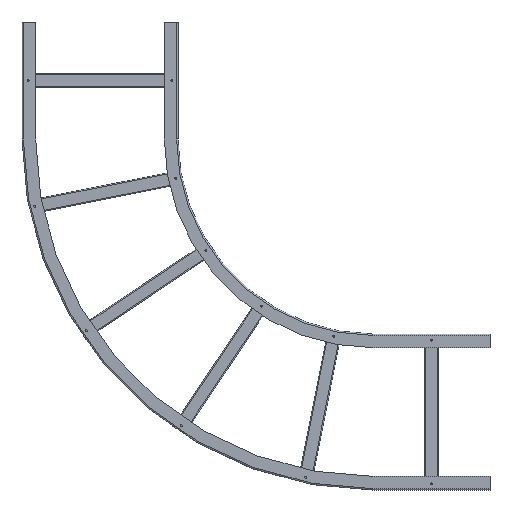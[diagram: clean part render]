
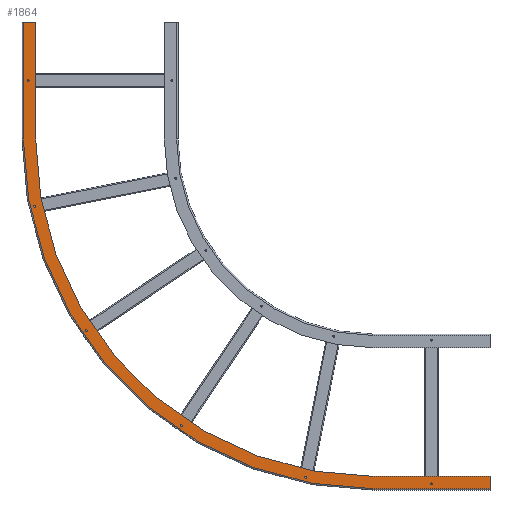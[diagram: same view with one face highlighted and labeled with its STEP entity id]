
A CAD part, front view. The second image highlights one B-rep face of the part: STEP entity #1864.
In plain terms, the highlighted planar face has unit normal (0, -1, 0).
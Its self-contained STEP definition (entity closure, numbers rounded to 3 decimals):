
#163=DIRECTION('',(0.,0.,-1.));
#164=VECTOR('',#163,31.5);
#165=CARTESIAN_POINT('',(1200.,0.,-1165.));
#166=LINE('',#165,#164);
#327=CARTESIAN_POINT('',(900.,0.,-300.));
#328=DIRECTION('',(0.,-1.,0.));
#329=DIRECTION('',(-1.,0.,0.));
#330=AXIS2_PLACEMENT_3D('',#327,#328,#329);
#332=DIRECTION('',(-1.,0.,0.));
#333=VECTOR('',#332,31.5);
#334=CARTESIAN_POINT('',(35.,0.,0.));
#335=LINE('',#334,#333);
#336=CARTESIAN_POINT('',(900.,0.,-300.));
#337=DIRECTION('',(0.,1.,0.));
#338=DIRECTION('',(0.,0.,-1.));
#339=AXIS2_PLACEMENT_3D('',#336,#337,#338);
#341=DIRECTION('',(-1.,0.,0.));
#342=VECTOR('',#341,300.);
#343=CARTESIAN_POINT('',(1200.,0.,-1165.));
#344=LINE('',#343,#342);
#345=CARTESIAN_POINT('',(164.565,0.,-791.402));
#346=DIRECTION('',(0.,1.,0.));
#347=DIRECTION('',(-1.,0.,0.));
#348=AXIS2_PLACEMENT_3D('',#345,#346,#347);
#350=CARTESIAN_POINT('',(164.565,0.,-791.402));
#351=DIRECTION('',(0.,1.,0.));
#352=DIRECTION('',(1.,0.,0.));
#353=AXIS2_PLACEMENT_3D('',#350,#351,#352);
#355=CARTESIAN_POINT('',(408.598,0.,-1035.435));
#356=DIRECTION('',(0.,1.,0.));
#357=DIRECTION('',(0.,0.,1.));
#358=AXIS2_PLACEMENT_3D('',#355,#356,#357);
#360=CARTESIAN_POINT('',(408.598,0.,-1035.435));
#361=DIRECTION('',(0.,1.,0.));
#362=DIRECTION('',(0.,0.,-1.));
#363=AXIS2_PLACEMENT_3D('',#360,#361,#362);
#365=CARTESIAN_POINT('',(727.443,0.,-1167.505));
#366=DIRECTION('',(0.,1.,0.));
#367=DIRECTION('',(0.,0.,1.));
#368=AXIS2_PLACEMENT_3D('',#365,#366,#367);
#370=CARTESIAN_POINT('',(727.443,0.,-1167.505));
#371=DIRECTION('',(0.,1.,0.));
#372=DIRECTION('',(0.,0.,-1.));
#373=AXIS2_PLACEMENT_3D('',#370,#371,#372);
#375=CARTESIAN_POINT('',(32.495,0.,-472.557));
#376=DIRECTION('',(0.,1.,0.));
#377=DIRECTION('',(-1.,0.,0.));
#378=AXIS2_PLACEMENT_3D('',#375,#376,#377);
#380=CARTESIAN_POINT('',(32.495,0.,-472.557));
#381=DIRECTION('',(0.,1.,0.));
#382=DIRECTION('',(1.,0.,0.));
#383=AXIS2_PLACEMENT_3D('',#380,#381,#382);
#385=CARTESIAN_POINT('',(1050.,0.,-1184.5));
#386=DIRECTION('',(0.,1.,0.));
#387=DIRECTION('',(-1.,0.,0.));
#388=AXIS2_PLACEMENT_3D('',#385,#386,#387);
#390=CARTESIAN_POINT('',(1050.,0.,-1184.5));
#391=DIRECTION('',(0.,1.,0.));
#392=DIRECTION('',(1.,0.,0.));
#393=AXIS2_PLACEMENT_3D('',#390,#391,#392);
#395=CARTESIAN_POINT('',(15.5,0.,-150.));
#396=DIRECTION('',(0.,1.,0.));
#397=DIRECTION('',(-1.,0.,0.));
#398=AXIS2_PLACEMENT_3D('',#395,#396,#397);
#400=CARTESIAN_POINT('',(15.5,0.,-150.));
#401=DIRECTION('',(0.,1.,0.));
#402=DIRECTION('',(1.,0.,0.));
#403=AXIS2_PLACEMENT_3D('',#400,#401,#402);
#420=DIRECTION('',(0.,0.,1.));
#421=VECTOR('',#420,300.);
#422=CARTESIAN_POINT('',(3.5,0.,-300.));
#423=LINE('',#422,#421);
#428=DIRECTION('',(-1.,0.,0.));
#429=VECTOR('',#428,300.);
#430=CARTESIAN_POINT('',(1200.,0.,-1196.5));
#431=LINE('',#430,#429);
#440=DIRECTION('',(0.,0.,-1.));
#441=VECTOR('',#440,300.);
#442=CARTESIAN_POINT('',(35.,0.,0.));
#443=LINE('',#442,#441);
#1309=CARTESIAN_POINT('',(900.,0.,-1165.));
#1311=VERTEX_POINT('',#1309);
#1313=CARTESIAN_POINT('',(1200.,0.,-1165.));
#1314=VERTEX_POINT('',#1313);
#1343=CARTESIAN_POINT('',(162.065,0.,-791.402));
#1344=VERTEX_POINT('',#1343);
#1345=CARTESIAN_POINT('',(167.065,0.,-791.402));
#1346=VERTEX_POINT('',#1345);
#1351=CARTESIAN_POINT('',(408.598,0.,-1032.935));
#1352=VERTEX_POINT('',#1351);
#1353=CARTESIAN_POINT('',(408.598,0.,-1037.935));
#1354=VERTEX_POINT('',#1353);
#1359=CARTESIAN_POINT('',(727.443,0.,
-1165.005));
#1360=VERTEX_POINT('',#1359);
#1361=CARTESIAN_POINT('',(727.443,0.,-1170.005));
#1362=VERTEX_POINT('',#1361);
#1367=CARTESIAN_POINT('',(29.995,0.,-472.557));
#1368=VERTEX_POINT('',#1367);
#1369=CARTESIAN_POINT('',(34.995,0.,-472.557));
#1370=VERTEX_POINT('',#1369);
#1375=CARTESIAN_POINT('',(1047.5,0.,-1184.5));
#1376=VERTEX_POINT('',#1375);
#1377=CARTESIAN_POINT('',(1052.5,0.,-1184.5));
#1378=VERTEX_POINT('',#1377);
#1383=CARTESIAN_POINT('',(13.,0.,-150.));
#1384=VERTEX_POINT('',#1383);
#1385=CARTESIAN_POINT('',(18.,0.,-150.));
#1386=VERTEX_POINT('',#1385);
#1519=CARTESIAN_POINT('',(1200.,0.,-1196.5));
#1520=VERTEX_POINT('',#1519);
#1558=CARTESIAN_POINT('',(3.5,0.,0.));
#1560=VERTEX_POINT('',#1558);
#1561=CARTESIAN_POINT('',(3.5,0.,-300.));
#1563=VERTEX_POINT('',#1561);
#1565=CARTESIAN_POINT('',(900.,0.,-1196.5));
#1566=VERTEX_POINT('',#1565);
#1572=CARTESIAN_POINT('',(35.,0.,-300.));
#1574=VERTEX_POINT('',#1572);
#1575=CARTESIAN_POINT('',(35.,0.,0.));
#1576=VERTEX_POINT('',#1575);
#1807=CARTESIAN_POINT('',(35.,0.,-300.));
#1808=DIRECTION('',(0.,-1.,0.));
#1809=DIRECTION('',(1.,0.,0.));
#1810=AXIS2_PLACEMENT_3D('',#1807,#1808,#1809);
#1811=PLANE('',#1810);
#1813=ORIENTED_EDGE('',*,*,#1812,.F.);
#1815=ORIENTED_EDGE('',*,*,#1814,.T.);
#1816=ORIENTED_EDGE('',*,*,#1684,.F.);
#1818=ORIENTED_EDGE('',*,*,#1817,.T.);
#1820=ORIENTED_EDGE('',*,*,#1819,.F.);
#1822=ORIENTED_EDGE('',*,*,#1821,.F.);
#1823=ORIENTED_EDGE('',*,*,#1741,.T.);
#1825=ORIENTED_EDGE('',*,*,#1824,.T.);
#1826=EDGE_LOOP('',(#1813,#1815,#1816,#1818,#1820,#1822,#1823,#1825));
#1827=FACE_OUTER_BOUND('',#1826,.F.);
#1829=ORIENTED_EDGE('',*,*,#1828,.F.);
#1831=ORIENTED_EDGE('',*,*,#1830,.F.);
#1832=EDGE_LOOP('',(#1829,#1831));
#1833=FACE_BOUND('',#1832,.F.);
#1835=ORIENTED_EDGE('',*,*,#1834,.F.);
#1837=ORIENTED_EDGE('',*,*,#1836,.F.);
#1838=EDGE_LOOP('',(#1835,#1837));
#1839=FACE_BOUND('',#1838,.F.);
#1841=ORIENTED_EDGE('',*,*,#1840,.F.);
#1843=ORIENTED_EDGE('',*,*,#1842,.F.);
#1844=EDGE_LOOP('',(#1841,#1843));
#1845=FACE_BOUND('',#1844,.F.);
#1847=ORIENTED_EDGE('',*,*,#1846,.F.);
#1849=ORIENTED_EDGE('',*,*,#1848,.F.);
#1850=EDGE_LOOP('',(#1847,#1849));
#1851=FACE_BOUND('',#1850,.F.);
#1853=ORIENTED_EDGE('',*,*,#1852,.F.);
#1855=ORIENTED_EDGE('',*,*,#1854,.F.);
#1856=EDGE_LOOP('',(#1853,#1855));
#1857=FACE_BOUND('',#1856,.F.);
#1859=ORIENTED_EDGE('',*,*,#1858,.F.);
#1861=ORIENTED_EDGE('',*,*,#1860,.F.);
#1862=EDGE_LOOP('',(#1859,#1861));
#1863=FACE_BOUND('',#1862,.F.);
#1864=ADVANCED_FACE('',(#1827,#1833,#1839,#1845,#1851,#1857,#1863),#1811,.T.);
#331=CIRCLE('',#330,896.5);
#340=CIRCLE('',#339,865.);
#349=CIRCLE('',#348,2.5);
#354=CIRCLE('',#353,2.5);
#359=CIRCLE('',#358,2.5);
#364=CIRCLE('',#363,2.5);
#369=CIRCLE('',#368,2.5);
#374=CIRCLE('',#373,2.5);
#379=CIRCLE('',#378,2.5);
#384=CIRCLE('',#383,2.5);
#389=CIRCLE('',#388,2.5);
#394=CIRCLE('',#393,2.5);
#399=CIRCLE('',#398,2.5);
#404=CIRCLE('',#403,2.5);
#1684=EDGE_CURVE('',#1576,#1560,#335,.T.);
#1741=EDGE_CURVE('',#1314,#1520,#166,.T.);
#1812=EDGE_CURVE('',#1563,#1566,#331,.T.);
#1814=EDGE_CURVE('',#1563,#1560,#423,.T.);
#1817=EDGE_CURVE('',#1576,#1574,#443,.T.);
#1819=EDGE_CURVE('',#1311,#1574,#340,.T.);
#1821=EDGE_CURVE('',#1314,#1311,#344,.T.);
#1824=EDGE_CURVE('',#1520,#1566,#431,.T.);
#1828=EDGE_CURVE('',#1344,#1346,#349,.T.);
#1830=EDGE_CURVE('',#1346,#1344,#354,.T.);
#1834=EDGE_CURVE('',#1352,#1354,#359,.T.);
#1836=EDGE_CURVE('',#1354,#1352,#364,.T.);
#1840=EDGE_CURVE('',#1360,#1362,#369,.T.);
#1842=EDGE_CURVE('',#1362,#1360,#374,.T.);
#1846=EDGE_CURVE('',#1368,#1370,#379,.T.);
#1848=EDGE_CURVE('',#1370,#1368,#384,.T.);
#1852=EDGE_CURVE('',#1376,#1378,#389,.T.);
#1854=EDGE_CURVE('',#1378,#1376,#394,.T.);
#1858=EDGE_CURVE('',#1384,#1386,#399,.T.);
#1860=EDGE_CURVE('',#1386,#1384,#404,.T.);
